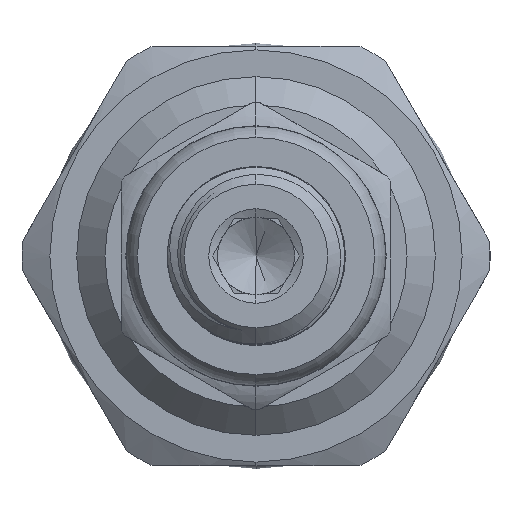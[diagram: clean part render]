
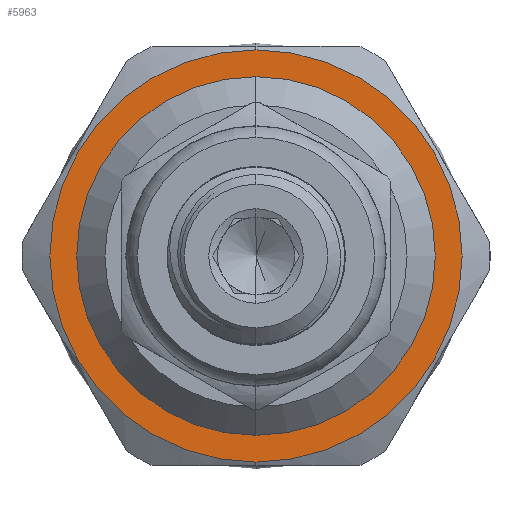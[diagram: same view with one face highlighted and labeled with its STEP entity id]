
A CAD part, left-side view. The second image highlights one B-rep face of the part: STEP entity #5963.
In plain terms, the highlighted planar face has unit normal (-1, 0, 0).
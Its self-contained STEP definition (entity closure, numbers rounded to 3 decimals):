
#195 = CARTESIAN_POINT ( 'NONE',  ( 12., 0., 0. ) ) ;
#196 = DIRECTION ( 'NONE',  ( -1., 0., 0. ) ) ;
#197 = DIRECTION ( 'NONE',  ( 0., 0., 1. ) ) ;
#205 = CARTESIAN_POINT ( 'NONE',  ( 12., 0., 0. ) ) ;
#206 = DIRECTION ( 'NONE',  ( -1., 0., 0. ) ) ;
#207 = DIRECTION ( 'NONE',  ( 0., 0., 1. ) ) ;
#3323 = VERTEX_POINT ( 'NONE', #8386 ) ;
#3337 = VERTEX_POINT ( 'NONE', #6522 ) ;
#3338 = VERTEX_POINT ( 'NONE', #6520 ) ;
#3346 = VERTEX_POINT ( 'NONE', #7968 ) ;
#3403 = CARTESIAN_POINT ( 'NONE',  ( 12., 0., 0. ) ) ;
#3404 = DIRECTION ( 'NONE',  ( -1., 0., 0. ) ) ;
#3405 = DIRECTION ( 'NONE',  ( 0., 0., 1. ) ) ;
#3411 = CARTESIAN_POINT ( 'NONE',  ( 12., 0., 0. ) ) ;
#3412 = DIRECTION ( 'NONE',  ( -1., 0., 0. ) ) ;
#3413 = DIRECTION ( 'NONE',  ( 0., 0., 1. ) ) ;
#3941 = EDGE_CURVE ( 'NONE', #3337, #3338, #10500, .T. ) ;
#3944 = EDGE_CURVE ( 'NONE', #3323, #3346, #10494, .T. ) ;
#4141 = EDGE_CURVE ( 'NONE', #3338, #3337, #8864, .T. ) ;
#4145 = EDGE_CURVE ( 'NONE', #3346, #3323, #8854, .T. ) ;
#5101 = PLANE ( 'NONE',  #7420 ) ;
#5102 = CARTESIAN_POINT ( 'NONE',  ( 12., 9.5, 0. ) ) ;
#5107 = DIRECTION ( 'NONE',  ( 1., 0., 0. ) ) ;
#5108 = DIRECTION ( 'NONE',  ( 0., 0., -1. ) ) ;
#5963 = ADVANCED_FACE ( 'NONE', ( #8155, #8158 ), #5101, .F. ) ;
#6520 = CARTESIAN_POINT ( 'NONE',  ( 12., 0., 10.92 ) ) ;
#6522 = CARTESIAN_POINT ( 'NONE',  ( 12., 0., -10.92 ) ) ;
#6874 = AXIS2_PLACEMENT_3D ( 'NONE', #3411, #3412, #3413 ) ;
#6903 = AXIS2_PLACEMENT_3D ( 'NONE', #3403, #3404, #3405 ) ;
#7038 = AXIS2_PLACEMENT_3D ( 'NONE', #195, #196, #197 ) ;
#7040 = AXIS2_PLACEMENT_3D ( 'NONE', #205, #206, #207 ) ;
#7420 = AXIS2_PLACEMENT_3D ( 'NONE', #5102, #5107, #5108 ) ;
#7968 = CARTESIAN_POINT ( 'NONE',  ( 12., 0., 9.5 ) ) ;
#8155 = FACE_BOUND ( 'NONE', #11105, .T. ) ;
#8158 = FACE_OUTER_BOUND ( 'NONE', #11143, .T. ) ;
#8386 = CARTESIAN_POINT ( 'NONE',  ( 12., 0., -9.5 ) ) ;
#8854 = CIRCLE ( 'NONE', #7040, 9.5 ) ;
#8864 = CIRCLE ( 'NONE', #7038, 10.92 ) ;
#10494 = CIRCLE ( 'NONE', #6874, 9.5 ) ;
#10500 = CIRCLE ( 'NONE', #6903, 10.92 ) ;
#11105 = EDGE_LOOP ( 'NONE', ( #14999, #12105 ) ) ;
#11143 = EDGE_LOOP ( 'NONE', ( #11822, #11753 ) ) ;
#11753 = ORIENTED_EDGE ( 'NONE', *, *, #4141, .T. ) ;
#11822 = ORIENTED_EDGE ( 'NONE', *, *, #3941, .T. ) ;
#12105 = ORIENTED_EDGE ( 'NONE', *, *, #3944, .F. ) ;
#14999 = ORIENTED_EDGE ( 'NONE', *, *, #4145, .F. ) ;
